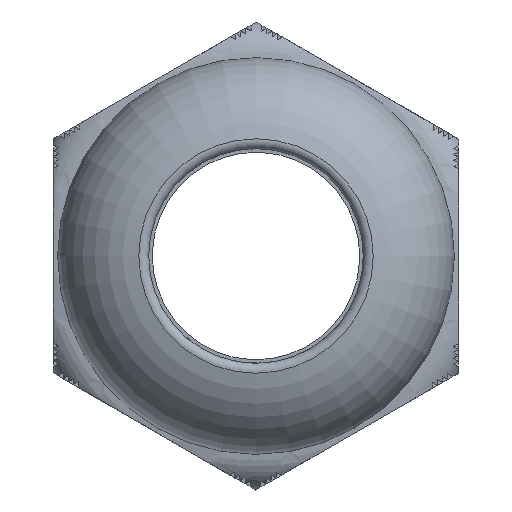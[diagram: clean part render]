
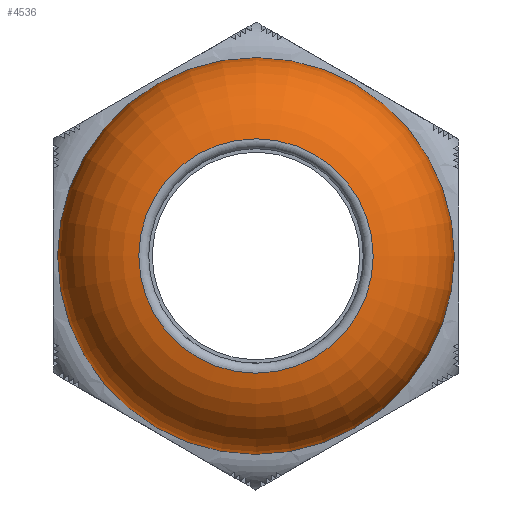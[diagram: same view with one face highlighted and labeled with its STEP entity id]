
A CAD part, left-side view. The second image highlights one B-rep face of the part: STEP entity #4536.
In plain terms, the highlighted toroidal (fillet/blend) face has major radius 5.95 mm and minor radius 5.8 mm.
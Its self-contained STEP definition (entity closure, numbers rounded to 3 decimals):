
#118=FACE_BOUND('',#1001,.T.);
#143=TOROIDAL_SURFACE('',#5030,5.95,5.8);
#297=CIRCLE('',#5029,6.94);
#298=CIRCLE('',#5031,11.75);
#736=FACE_OUTER_BOUND('',#1000,.T.);
#1000=EDGE_LOOP('',(#4264));
#1001=EDGE_LOOP('',(#4265));
#2281=VERTEX_POINT('',#11649);
#2282=VERTEX_POINT('',#11652);
#2944=EDGE_CURVE('',#2281,#2281,#297,.T.);
#2945=EDGE_CURVE('',#2282,#2282,#298,.T.);
#4264=ORIENTED_EDGE('',*,*,#2944,.F.);
#4265=ORIENTED_EDGE('',*,*,#2945,.T.);
#4536=ADVANCED_FACE('',(#736,#118),#143,.T.);
#5029=AXIS2_PLACEMENT_3D('',#11650,#6319,#6320);
#5030=AXIS2_PLACEMENT_3D('',#11651,#6321,#6322);
#5031=AXIS2_PLACEMENT_3D('',#11653,#6323,#6324);
#6319=DIRECTION('center_axis',(0.,0.,1.));
#6320=DIRECTION('ref_axis',(1.,0.,0.));
#6321=DIRECTION('center_axis',(0.,0.,-1.));
#6322=DIRECTION('ref_axis',(1.,0.,0.));
#6323=DIRECTION('center_axis',(0.,0.,1.));
#6324=DIRECTION('ref_axis',(1.,0.,0.));
#11649=CARTESIAN_POINT('',(-6.94,0.,5.729));
#11650=CARTESIAN_POINT('Origin',(0.,0.,5.729));
#11651=CARTESIAN_POINT('Origin',(0.,0.,0.014));
#11652=CARTESIAN_POINT('',(-11.75,0.,0.014));
#11653=CARTESIAN_POINT('Origin',(0.,0.,0.014));
